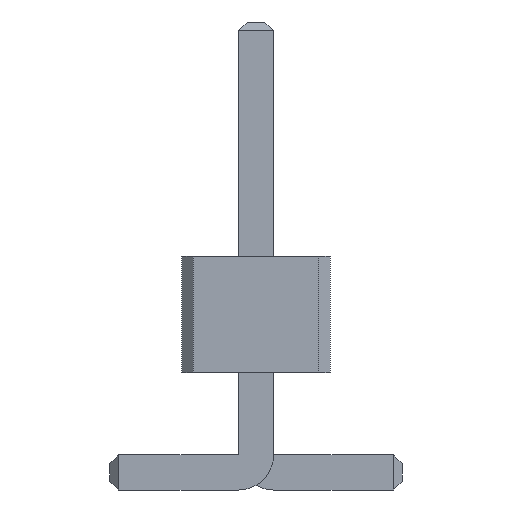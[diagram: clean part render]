
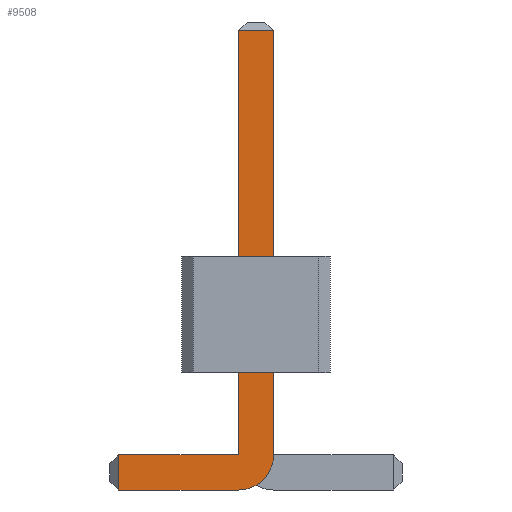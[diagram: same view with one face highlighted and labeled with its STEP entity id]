
A CAD part, front view. The second image highlights one B-rep face of the part: STEP entity #9508.
In plain terms, the highlighted planar face has unit normal (0, -1, 0).
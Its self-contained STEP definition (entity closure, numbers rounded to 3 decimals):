
#56=DIRECTION('',(0.,-1.,0.));
#67=DIRECTION('',(1.,0.,0.));
#2036=VECTOR('',#67,1.);
#2089=DIRECTION('',(-1.,0.,0.));
#4055=VECTOR('',#2089,1.);
#4319=DIRECTION('',(0.,0.,-1.));
#4338=VECTOR('',#4319,1.);
#9338=VECTOR('',#9339,1.);
#9339=DIRECTION('',(0.,0.,1.));
#9361=DIRECTION('',(0.,-1.,0.));
#9362=DIRECTION('',(-1.,0.,0.));
#9369=VERTEX_POINT('',#9370);
#9370=CARTESIAN_POINT('',(-1.175,-17.15,0.));
#9373=ORIENTED_EDGE('',*,*,#9374,.T.);
#9374=EDGE_CURVE('',#9369,#9375,#9377,.T.);
#9375=VERTEX_POINT('',#9376);
#9376=CARTESIAN_POINT('',(-0.15,-17.15,0.));
#9377=LINE('',#9378,#2036);
#9378=CARTESIAN_POINT('',(-1.25,-17.15,0.));
#9410=VERTEX_POINT('',#9411);
#9411=CARTESIAN_POINT('',(0.15,-17.15,0.3));
#9414=EDGE_CURVE('',#9375,#9410,#9415,.T.);
#9415=CIRCLE('',#9416,0.3);
#9416=AXIS2_PLACEMENT_3D('',#9417,#56,#4319);
#9417=CARTESIAN_POINT('',(-0.15,-17.15,0.3));
#9425=VERTEX_POINT('',#9417);
#9427=ORIENTED_EDGE('',*,*,#9428,.T.);
#9428=EDGE_CURVE('',#9425,#9429,#9431,.T.);
#9429=VERTEX_POINT('',#9430);
#9430=CARTESIAN_POINT('',(-1.175,-17.15,0.3));
#9431=LINE('',#9417,#4055);
#9441=ORIENTED_EDGE('',*,*,#9442,.T.);
#9442=EDGE_CURVE('',#9410,#9443,#9445,.T.);
#9443=VERTEX_POINT('',#9444);
#9444=CARTESIAN_POINT('',(0.15,-17.15,3.925));
#9445=LINE('',#9446,#9338);
#9446=CARTESIAN_POINT('',(0.15,-17.15,0.));
#9459=VERTEX_POINT('',#9460);
#9460=CARTESIAN_POINT('',(-0.15,-17.15,3.925));
#9462=ORIENTED_EDGE('',*,*,#9463,.T.);
#9463=EDGE_CURVE('',#9459,#9425,#9464,.T.);
#9464=LINE('',#9465,#4338);
#9465=CARTESIAN_POINT('',(-0.15,-17.15,4.));
#9508=ADVANCED_FACE('',(#9509),#9518,.T.);
#9509=FACE_BOUND('',#9510,.T.);
#9510=EDGE_LOOP('',(#9373,#9511,#9441,#9512,#9462,#9427,#9515));
#9511=ORIENTED_EDGE('',*,*,#9414,.T.);
#9512=ORIENTED_EDGE('',*,*,#9513,.T.);
#9513=EDGE_CURVE('',#9443,#9459,#9514,.T.);
#9514=LINE('',#9444,#4055);
#9515=ORIENTED_EDGE('',*,*,#9516,.T.);
#9516=EDGE_CURVE('',#9429,#9369,#9517,.T.);
#9517=LINE('',#9430,#4338);
#9518=PLANE('',#9519);
#9519=AXIS2_PLACEMENT_3D('',#9520,#9361,#9362);
#9520=CARTESIAN_POINT('',(-0.173,-17.15,1.623));
